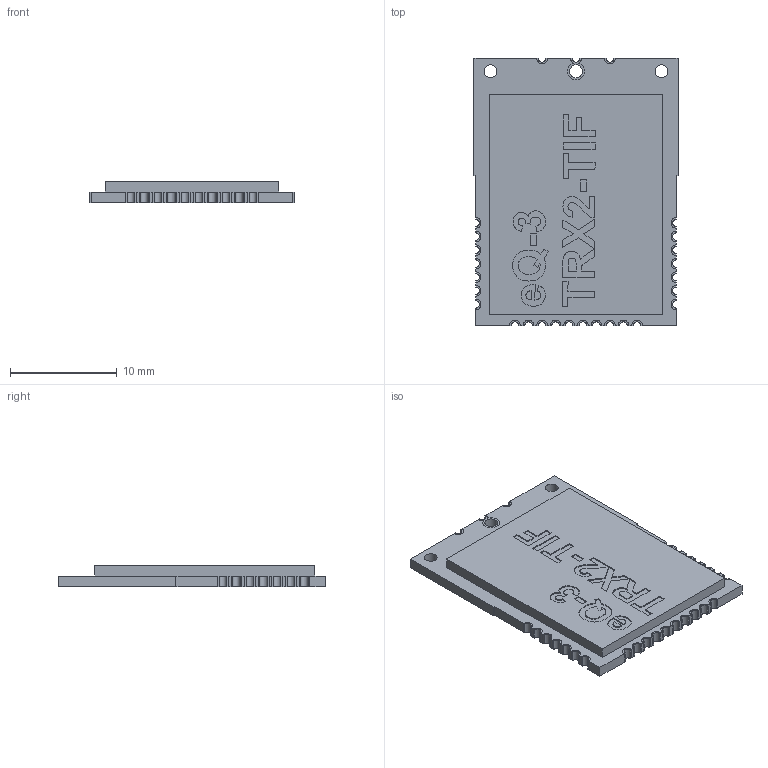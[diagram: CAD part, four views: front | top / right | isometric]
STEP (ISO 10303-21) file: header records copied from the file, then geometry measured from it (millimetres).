
FILE_DESCRIPTION(/* description */ (''),/* implementation_level */ '2;1');
FILE_NAME(/* name */ 'TRX2-TIF.step',/* time_stamp */ '2020-11-06T20:44:22+01:00',/* author */ (''),/* organization */ (''),/* preprocessor_version */ 'ST-DEVELOPER v18.1',/* originating_system */ 'Autodesk Translation Framework v9.3.0.1241',/* authorisation */ '');
FILE_SCHEMA (('AUTOMOTIVE_DESIGN { 1 0 10303 214 3 1 1 }'));
Length unit declared in the file: millimetre
Products named in the file (3): TRX2-TIF; Component1; Component2
Assembly tree (2 placements, depth 2):
  TRX2-TIF
    Component1
    Component2
Bounding box: 19.1 x 25 x 2 mm (x, y, z)
Volume: 795 mm3; surface area: 1887.2 mm2
Topology: 29 solids, 29 shells, 424 faces, 1053 edges, 702 vertices
Faces by surface type: plane 239, bspline 97, cylinder 88
Full cylindrical faces by diameter (mm): 1.2 x3
Entity records: 13575 total; most frequent: CARTESIAN_POINT 3833, ORIENTED_EDGE 2106, DIRECTION 1699, EDGE_CURVE 1053, VERTEX_POINT 702, LINE 683, VECTOR 683, AXIS2_PLACEMENT_3D 508
